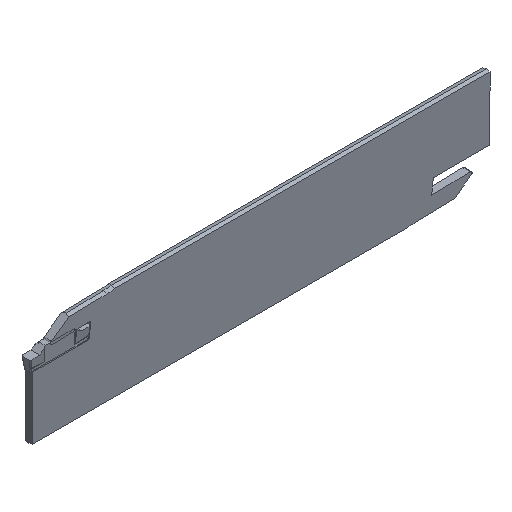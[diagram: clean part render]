
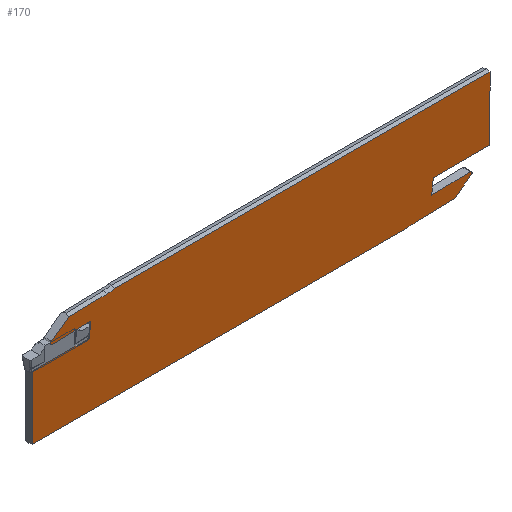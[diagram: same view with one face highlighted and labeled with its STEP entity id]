
A CAD part, isometric view. The second image highlights one B-rep face of the part: STEP entity #170.
In plain terms, the highlighted planar face has unit normal (0, -1, 0).
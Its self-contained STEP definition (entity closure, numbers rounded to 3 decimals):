
#48=CIRCLE('',#1349,25.321);
#49=CIRCLE('',#1350,0.6);
#50=CIRCLE('',#1351,25.321);
#51=CIRCLE('',#1352,0.6);
#170=ADVANCED_FACE('',(#276),#218,.T.);
#218=PLANE('',#1353);
#276=FACE_OUTER_BOUND('',#340,.T.);
#340=EDGE_LOOP('',(#609,#610,#611,#612,#613,#614,#615,#616,#617,#618,#619,
#620,#621,#622,#623,#624,#625,#626));
#609=ORIENTED_EDGE('',*,*,#966,.T.);
#610=ORIENTED_EDGE('',*,*,#967,.T.);
#611=ORIENTED_EDGE('',*,*,#968,.T.);
#612=ORIENTED_EDGE('',*,*,#969,.F.);
#613=ORIENTED_EDGE('',*,*,#962,.T.);
#614=ORIENTED_EDGE('',*,*,#970,.T.);
#615=ORIENTED_EDGE('',*,*,#971,.T.);
#616=ORIENTED_EDGE('',*,*,#972,.T.);
#617=ORIENTED_EDGE('',*,*,#973,.T.);
#618=ORIENTED_EDGE('',*,*,#974,.T.);
#619=ORIENTED_EDGE('',*,*,#956,.F.);
#620=ORIENTED_EDGE('',*,*,#975,.F.);
#621=ORIENTED_EDGE('',*,*,#976,.F.);
#622=ORIENTED_EDGE('',*,*,#977,.T.);
#623=ORIENTED_EDGE('',*,*,#978,.T.);
#624=ORIENTED_EDGE('',*,*,#979,.T.);
#625=ORIENTED_EDGE('',*,*,#980,.T.);
#626=ORIENTED_EDGE('',*,*,#981,.T.);
#804=VERTEX_POINT('',#1978);
#805=VERTEX_POINT('',#1979);
#809=VERTEX_POINT('',#1989);
#810=VERTEX_POINT('',#1991);
#811=VERTEX_POINT('',#1998);
#812=VERTEX_POINT('',#1999);
#813=VERTEX_POINT('',#2001);
#814=VERTEX_POINT('',#2003);
#815=VERTEX_POINT('',#2006);
#816=VERTEX_POINT('',#2008);
#817=VERTEX_POINT('',#2010);
#818=VERTEX_POINT('',#2012);
#819=VERTEX_POINT('',#2015);
#820=VERTEX_POINT('',#2017);
#821=VERTEX_POINT('',#2019);
#822=VERTEX_POINT('',#2021);
#823=VERTEX_POINT('',#2023);
#824=VERTEX_POINT('',#2025);
#956=EDGE_CURVE('',#804,#805,#1092,.T.);
#962=EDGE_CURVE('',#810,#809,#1098,.T.);
#966=EDGE_CURVE('',#811,#812,#1102,.T.);
#967=EDGE_CURVE('',#812,#813,#1103,.T.);
#968=EDGE_CURVE('',#813,#814,#1104,.T.);
#969=EDGE_CURVE('',#810,#814,#48,.T.);
#970=EDGE_CURVE('',#809,#815,#1105,.T.);
#971=EDGE_CURVE('',#815,#816,#49,.T.);
#972=EDGE_CURVE('',#816,#817,#1106,.T.);
#973=EDGE_CURVE('',#817,#818,#1107,.T.);
#974=EDGE_CURVE('',#818,#805,#1108,.T.);
#975=EDGE_CURVE('',#819,#804,#1109,.T.);
#976=EDGE_CURVE('',#820,#819,#50,.T.);
#977=EDGE_CURVE('',#820,#821,#1110,.T.);
#978=EDGE_CURVE('',#821,#822,#1111,.T.);
#979=EDGE_CURVE('',#822,#823,#51,.T.);
#980=EDGE_CURVE('',#823,#824,#1112,.T.);
#981=EDGE_CURVE('',#824,#811,#1113,.T.);
#1092=LINE('',#1977,#1222);
#1098=LINE('',#1990,#1228);
#1102=LINE('',#1997,#1232);
#1103=LINE('',#2000,#1233);
#1104=LINE('',#2002,#1234);
#1105=LINE('',#2005,#1235);
#1106=LINE('',#2009,#1236);
#1107=LINE('',#2011,#1237);
#1108=LINE('',#2013,#1238);
#1109=LINE('',#2014,#1239);
#1110=LINE('',#2018,#1240);
#1111=LINE('',#2020,#1241);
#1112=LINE('',#2024,#1242);
#1113=LINE('',#2026,#1243);
#1222=VECTOR('',#1619,1.);
#1228=VECTOR('',#1627,1.);
#1232=VECTOR('',#1635,1.);
#1233=VECTOR('',#1636,1.);
#1234=VECTOR('',#1637,1.);
#1235=VECTOR('',#1640,1.);
#1236=VECTOR('',#1643,1.);
#1237=VECTOR('',#1644,1.);
#1238=VECTOR('',#1645,1.);
#1239=VECTOR('',#1646,1.);
#1240=VECTOR('',#1649,1.);
#1241=VECTOR('',#1650,1.);
#1242=VECTOR('',#1653,1.);
#1243=VECTOR('',#1654,1.);
#1349=AXIS2_PLACEMENT_3D('',#2004,#1638,#1639);
#1350=AXIS2_PLACEMENT_3D('',#2007,#1641,#1642);
#1351=AXIS2_PLACEMENT_3D('',#2016,#1647,#1648);
#1352=AXIS2_PLACEMENT_3D('',#2022,#1651,#1652);
#1353=AXIS2_PLACEMENT_3D('',#2027,#1655,#1656);
#1619=DIRECTION('',(0.,0.,1.));
#1627=DIRECTION('',(-1.,0.,-0.026));
#1635=DIRECTION('',(1.,0.,0.));
#1636=DIRECTION('',(0.,0.,1.));
#1637=DIRECTION('',(-1.,0.,0.));
#1638=DIRECTION('',(0.,-1.,0.));
#1639=DIRECTION('',(0.,0.,-1.));
#1640=DIRECTION('',(-0.819,0.,-0.574));
#1641=DIRECTION('',(0.,-1.,0.));
#1642=DIRECTION('',(0.,0.,-1.));
#1643=DIRECTION('',(1.,0.,0.026));
#1644=DIRECTION('',(-0.122,0.,-0.993));
#1645=DIRECTION('',(-1.,0.,0.));
#1646=DIRECTION('',(-1.,0.,0.));
#1647=DIRECTION('',(0.,-1.,0.));
#1648=DIRECTION('',(0.,0.,1.));
#1649=DIRECTION('',(1.,0.,0.026));
#1650=DIRECTION('',(0.819,0.,0.574));
#1651=DIRECTION('',(0.,-1.,0.));
#1652=DIRECTION('',(0.,0.,1.));
#1653=DIRECTION('',(-1.,0.,-0.026));
#1654=DIRECTION('',(0.122,0.,0.993));
#1655=DIRECTION('',(0.,-1.,0.));
#1656=DIRECTION('',(0.,0.,-1.));
#1977=CARTESIAN_POINT('',(0.,0.,-24.357));
#1978=CARTESIAN_POINT('',(0.,0.,-24.357));
#1979=CARTESIAN_POINT('',(0.,0.,-3.6));
#1989=CARTESIAN_POINT('',(11.824,0.,5.827));
#1990=CARTESIAN_POINT('',(24.432,0.,6.157));
#1991=CARTESIAN_POINT('',(24.432,0.,6.157));
#1997=CARTESIAN_POINT('',(136.13,0.,-14.4));
#1998=CARTESIAN_POINT('',(131.442,0.,-14.4));
#1999=CARTESIAN_POINT('',(150.,0.,-14.4));
#2000=CARTESIAN_POINT('',(150.,0.,-24.357));
#2001=CARTESIAN_POINT('',(150.,0.,6.357));
#2002=CARTESIAN_POINT('',(150.,0.,6.357));
#2003=CARTESIAN_POINT('',(27.02,0.,6.357));
#2004=CARTESIAN_POINT('',(23.777,0.,31.47));
#2005=CARTESIAN_POINT('',(12.301,0.,6.161));
#2006=CARTESIAN_POINT('',(6.11,0.,1.826));
#2007=CARTESIAN_POINT('',(6.454,0.,1.334));
#2008=CARTESIAN_POINT('',(6.47,0.,0.735));
#2009=CARTESIAN_POINT('',(6.47,0.,0.735));
#2010=CARTESIAN_POINT('',(19.131,0.,1.066));
#2011=CARTESIAN_POINT('',(18.891,0.,-0.888));
#2012=CARTESIAN_POINT('',(18.558,0.,-3.6));
#2013=CARTESIAN_POINT('',(13.87,0.,-3.6));
#2014=CARTESIAN_POINT('',(150.,0.,-24.357));
#2015=CARTESIAN_POINT('',(122.98,0.,-24.357));
#2016=CARTESIAN_POINT('',(126.223,0.,-49.47));
#2017=CARTESIAN_POINT('',(125.568,0.,-24.157));
#2018=CARTESIAN_POINT('',(125.568,0.,-24.157));
#2019=CARTESIAN_POINT('',(138.176,0.,-23.827));
#2020=CARTESIAN_POINT('',(137.699,0.,-24.161));
#2021=CARTESIAN_POINT('',(143.89,0.,-19.826));
#2022=CARTESIAN_POINT('',(143.546,0.,-19.334));
#2023=CARTESIAN_POINT('',(143.53,0.,-18.735));
#2024=CARTESIAN_POINT('',(143.53,0.,-18.735));
#2025=CARTESIAN_POINT('',(130.869,0.,-19.066));
#2026=CARTESIAN_POINT('',(131.109,0.,-17.112));
#2027=CARTESIAN_POINT('',(150.,0.,-24.357));
